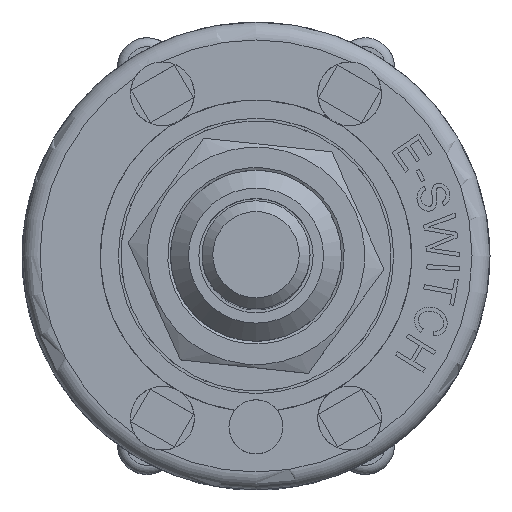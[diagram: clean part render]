
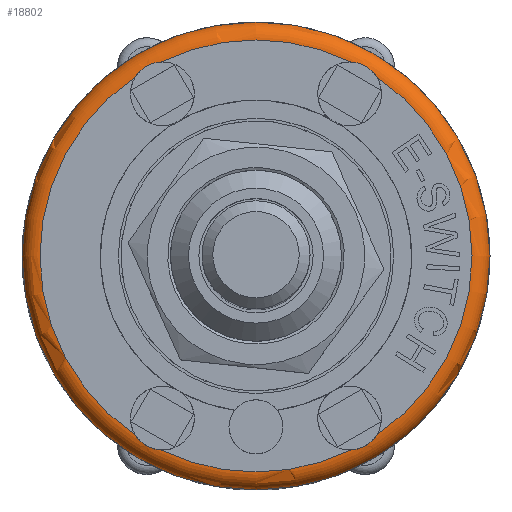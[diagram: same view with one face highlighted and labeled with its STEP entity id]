
A CAD part, top view. The second image highlights one B-rep face of the part: STEP entity #18802.
In plain terms, the highlighted toroidal (fillet/blend) face has major radius 12 mm and minor radius 1 mm.
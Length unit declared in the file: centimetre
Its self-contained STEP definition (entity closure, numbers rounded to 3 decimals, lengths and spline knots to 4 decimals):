
#26=TOROIDAL_SURFACE('',#19984,1.2,0.1);
#683=B_SPLINE_CURVE_WITH_KNOTS('',3,(#32167,#32168,#32169,#32170,#32171,
#32172,#32173,#32174,#32175,#32176,#32177,#32178),.UNSPECIFIED.,.F.,.F.,
(4,2,2,2,2,4),(-0.2692,-0.2446,-0.216,
-0.1921,-0.1645,-0.1357),.UNSPECIFIED.);
#684=B_SPLINE_CURVE_WITH_KNOTS('',3,(#32190,#32191,#32192,#32193,#32194,
#32195,#32196,#32197,#32198,#32199,#32200,#32201),.UNSPECIFIED.,.F.,.F.,
(4,2,2,2,2,4),(-0.2692,-0.2446,-0.216,
-0.1921,-0.1645,-0.1357),.UNSPECIFIED.);
#685=B_SPLINE_CURVE_WITH_KNOTS('',3,(#32218,#32219,#32220,#32221,#32222,
#32223,#32224,#32225,#32226,#32227,#32228,#32229),.UNSPECIFIED.,.F.,.F.,
(4,2,2,2,2,4),(-0.2692,-0.2446,-0.216,
-0.1921,-0.1645,-0.1357),.UNSPECIFIED.);
#686=B_SPLINE_CURVE_WITH_KNOTS('',3,(#32251,#32252,#32253,#32254,#32255,
#32256,#32257,#32258,#32259,#32260,#32261,#32262),.UNSPECIFIED.,.F.,.F.,
(4,2,2,2,2,4),(-0.2692,-0.2446,-0.216,
-0.1921,-0.1645,-0.1357),.UNSPECIFIED.);
#2426=FACE_OUTER_BOUND('',#3523,.T.);
#3523=EDGE_LOOP('',(#17522,#17523,#17524,#17525,#17526,#17527,#17528,#17529,
#17530,#17531,#17532,#17533));
#7858=CIRCLE('',#19937,1.3);
#7885=CIRCLE('',#19985,0.1);
#7886=CIRCLE('',#19986,1.2);
#7887=CIRCLE('',#19987,1.2);
#7888=CIRCLE('',#19988,1.2);
#7889=CIRCLE('',#19989,1.2);
#7890=CIRCLE('',#19990,1.2);
#9642=VERTEX_POINT('',#32129);
#9650=VERTEX_POINT('',#32165);
#9651=VERTEX_POINT('',#32166);
#9654=VERTEX_POINT('',#32188);
#9655=VERTEX_POINT('',#32189);
#9660=VERTEX_POINT('',#32216);
#9661=VERTEX_POINT('',#32217);
#9668=VERTEX_POINT('',#32249);
#9669=VERTEX_POINT('',#32250);
#9672=VERTEX_POINT('',#32272);
#12304=EDGE_CURVE('',#9642,#9642,#7858,.T.);
#12322=EDGE_CURVE('',#9650,#9651,#683,.T.);
#12328=EDGE_CURVE('',#9654,#9655,#684,.T.);
#12336=EDGE_CURVE('',#9660,#9661,#685,.T.);
#12346=EDGE_CURVE('',#9668,#9669,#686,.T.);
#12352=EDGE_CURVE('',#9642,#9672,#7885,.T.);
#12353=EDGE_CURVE('',#9672,#9660,#7886,.T.);
#12354=EDGE_CURVE('',#9661,#9654,#7887,.T.);
#12355=EDGE_CURVE('',#9655,#9650,#7888,.T.);
#12356=EDGE_CURVE('',#9651,#9668,#7889,.T.);
#12357=EDGE_CURVE('',#9669,#9672,#7890,.T.);
#17522=ORIENTED_EDGE('',*,*,#12304,.T.);
#17523=ORIENTED_EDGE('',*,*,#12352,.T.);
#17524=ORIENTED_EDGE('',*,*,#12353,.T.);
#17525=ORIENTED_EDGE('',*,*,#12336,.T.);
#17526=ORIENTED_EDGE('',*,*,#12354,.T.);
#17527=ORIENTED_EDGE('',*,*,#12328,.T.);
#17528=ORIENTED_EDGE('',*,*,#12355,.T.);
#17529=ORIENTED_EDGE('',*,*,#12322,.T.);
#17530=ORIENTED_EDGE('',*,*,#12356,.T.);
#17531=ORIENTED_EDGE('',*,*,#12346,.T.);
#17532=ORIENTED_EDGE('',*,*,#12357,.T.);
#17533=ORIENTED_EDGE('',*,*,#12352,.F.);
#18802=ADVANCED_FACE('',(#2426),#26,.T.);
#19937=AXIS2_PLACEMENT_3D('',#32130,#24138,#24139);
#19984=AXIS2_PLACEMENT_3D('',#32271,#24249,#24250);
#19985=AXIS2_PLACEMENT_3D('',#32273,#24251,#24252);
#19986=AXIS2_PLACEMENT_3D('',#32274,#24253,#24254);
#19987=AXIS2_PLACEMENT_3D('',#32275,#24255,#24256);
#19988=AXIS2_PLACEMENT_3D('',#32276,#24257,#24258);
#19989=AXIS2_PLACEMENT_3D('',#32277,#24259,#24260);
#19990=AXIS2_PLACEMENT_3D('',#32278,#24261,#24262);
#24138=DIRECTION('center_axis',(0.,0.,1.));
#24139=DIRECTION('ref_axis',(-1.,0.,0.));
#24249=DIRECTION('center_axis',(0.,0.,-1.));
#24250=DIRECTION('ref_axis',(-1.,0.,0.));
#24251=DIRECTION('center_axis',(0.,-1.,0.));
#24252=DIRECTION('ref_axis',(1.,0.,0.));
#24253=DIRECTION('center_axis',(0.,0.,-1.));
#24254=DIRECTION('ref_axis',(-1.,0.,0.));
#24255=DIRECTION('center_axis',(0.,0.,-1.));
#24256=DIRECTION('ref_axis',(-1.,0.,0.));
#24257=DIRECTION('center_axis',(0.,0.,-1.));
#24258=DIRECTION('ref_axis',(-1.,0.,0.));
#24259=DIRECTION('center_axis',(0.,0.,-1.));
#24260=DIRECTION('ref_axis',(-1.,0.,0.));
#24261=DIRECTION('center_axis',(0.,0.,-1.));
#24262=DIRECTION('ref_axis',(-1.,0.,0.));
#32129=CARTESIAN_POINT('',(1.3,0.,0.95));
#32130=CARTESIAN_POINT('Origin',(0.,0.,0.95));
#32165=CARTESIAN_POINT('',(-0.67,0.9955,1.05));
#32166=CARTESIAN_POINT('',(-0.5271,1.078,1.05));
#32167=CARTESIAN_POINT('Ctrl Pts',(-0.67,0.9955,
1.05));
#32168=CARTESIAN_POINT('Ctrl Pts',(-0.6646,1.0041,
1.05));
#32169=CARTESIAN_POINT('Ctrl Pts',(-0.6583,1.0124,
1.0498));
#32170=CARTESIAN_POINT('Ctrl Pts',(-0.6428,1.0294,
1.0491));
#32171=CARTESIAN_POINT('Ctrl Pts',(-0.6335,1.0377,
1.0488));
#32172=CARTESIAN_POINT('Ctrl Pts',(-0.615,1.051,1.0484));
#32173=CARTESIAN_POINT('Ctrl Pts',(-0.6061,1.0563,
1.0484));
#32174=CARTESIAN_POINT('Ctrl Pts',(-0.5859,1.0659,1.0487));
#32175=CARTESIAN_POINT('Ctrl Pts',(-0.5747,1.07,1.049));
#32176=CARTESIAN_POINT('Ctrl Pts',(-0.551,1.0759,1.0497));
#32177=CARTESIAN_POINT('Ctrl Pts',(-0.539,1.0775,
1.05));
#32178=CARTESIAN_POINT('Ctrl Pts',(-0.5271,1.078,
1.05));
#32188=CARTESIAN_POINT('',(-0.5271,-1.078,1.05));
#32189=CARTESIAN_POINT('',(-0.67,-0.9955,1.05));
#32190=CARTESIAN_POINT('Ctrl Pts',(-0.5271,-1.078,
1.05));
#32191=CARTESIAN_POINT('Ctrl Pts',(-0.5373,-1.0776,
1.05));
#32192=CARTESIAN_POINT('Ctrl Pts',(-0.5476,-1.0763,
1.0498));
#32193=CARTESIAN_POINT('Ctrl Pts',(-0.5701,-1.0714,1.0491));
#32194=CARTESIAN_POINT('Ctrl Pts',(-0.5819,-1.0675,
1.0488));
#32195=CARTESIAN_POINT('Ctrl Pts',(-0.6027,-1.0581,
1.0484));
#32196=CARTESIAN_POINT('Ctrl Pts',(-0.6117,-1.053,
1.0484));
#32197=CARTESIAN_POINT('Ctrl Pts',(-0.6301,-1.0404,
1.0487));
#32198=CARTESIAN_POINT('Ctrl Pts',(-0.6393,-1.0327,
1.049));
#32199=CARTESIAN_POINT('Ctrl Pts',(-0.6562,-1.0151,
1.0497));
#32200=CARTESIAN_POINT('Ctrl Pts',(-0.6637,-1.0055,
1.05));
#32201=CARTESIAN_POINT('Ctrl Pts',(-0.67,-0.9955,
1.05));
#32216=CARTESIAN_POINT('',(0.67,-0.9955,1.05));
#32217=CARTESIAN_POINT('',(0.5271,-1.078,1.05));
#32218=CARTESIAN_POINT('Ctrl Pts',(0.67,-0.9955,
1.05));
#32219=CARTESIAN_POINT('Ctrl Pts',(0.6646,-1.0041,
1.05));
#32220=CARTESIAN_POINT('Ctrl Pts',(0.6583,-1.0124,
1.0498));
#32221=CARTESIAN_POINT('Ctrl Pts',(0.6428,-1.0294,
1.0491));
#32222=CARTESIAN_POINT('Ctrl Pts',(0.6335,-1.0377,
1.0488));
#32223=CARTESIAN_POINT('Ctrl Pts',(0.615,-1.051,
1.0484));
#32224=CARTESIAN_POINT('Ctrl Pts',(0.6061,-1.0563,
1.0484));
#32225=CARTESIAN_POINT('Ctrl Pts',(0.5859,-1.0659,1.0487));
#32226=CARTESIAN_POINT('Ctrl Pts',(0.5747,-1.07,1.049));
#32227=CARTESIAN_POINT('Ctrl Pts',(0.551,-1.0759,
1.0497));
#32228=CARTESIAN_POINT('Ctrl Pts',(0.539,-1.0775,
1.05));
#32229=CARTESIAN_POINT('Ctrl Pts',(0.5271,-1.078,
1.05));
#32249=CARTESIAN_POINT('',(0.5271,1.078,1.05));
#32250=CARTESIAN_POINT('',(0.67,0.9955,1.05));
#32251=CARTESIAN_POINT('Ctrl Pts',(0.5271,1.078,1.05));
#32252=CARTESIAN_POINT('Ctrl Pts',(0.5373,1.0776,1.05));
#32253=CARTESIAN_POINT('Ctrl Pts',(0.5476,1.0763,1.0498));
#32254=CARTESIAN_POINT('Ctrl Pts',(0.5701,1.0714,1.0491));
#32255=CARTESIAN_POINT('Ctrl Pts',(0.5819,1.0675,1.0488));
#32256=CARTESIAN_POINT('Ctrl Pts',(0.6027,1.0581,1.0484));
#32257=CARTESIAN_POINT('Ctrl Pts',(0.6117,1.053,1.0484));
#32258=CARTESIAN_POINT('Ctrl Pts',(0.6301,1.0404,1.0487));
#32259=CARTESIAN_POINT('Ctrl Pts',(0.6393,1.0327,1.049));
#32260=CARTESIAN_POINT('Ctrl Pts',(0.6562,1.0151,1.0497));
#32261=CARTESIAN_POINT('Ctrl Pts',(0.6637,1.0055,1.05));
#32262=CARTESIAN_POINT('Ctrl Pts',(0.67,0.9955,
1.05));
#32271=CARTESIAN_POINT('Origin',(0.,0.,0.95));
#32272=CARTESIAN_POINT('',(1.2,0.,1.05));
#32273=CARTESIAN_POINT('Origin',(1.2,0.,0.95));
#32274=CARTESIAN_POINT('Origin',(0.,0.,1.05));
#32275=CARTESIAN_POINT('Origin',(0.,0.,1.05));
#32276=CARTESIAN_POINT('Origin',(0.,0.,1.05));
#32277=CARTESIAN_POINT('Origin',(0.,0.,1.05));
#32278=CARTESIAN_POINT('Origin',(0.,0.,1.05));
